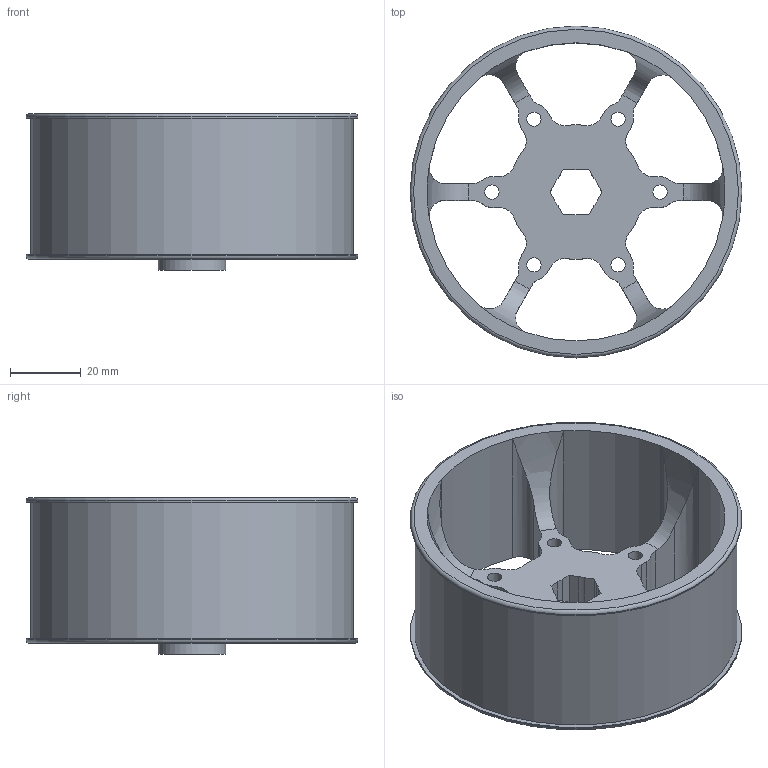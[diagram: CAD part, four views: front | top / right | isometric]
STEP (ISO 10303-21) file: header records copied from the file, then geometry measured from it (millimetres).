
FILE_DESCRIPTION (( 'STEP AP214' ), '1' );
FILE_NAME ('am-4175 4IN Extrusion Performance Wheel 1.5IN Wide 500 hex.STEP', '2019-10-11T13:56:05', ( '' ), ( '' ), 'SwSTEP 2.0', 'SolidWorks 2019', '' );
FILE_SCHEMA (( 'AUTOMOTIVE_DESIGN' ));
Length unit declared in the file: inch
Products named in the file (1): am-4175 4IN Extrusion Performance Wheel 1.5IN Wide 500 hex
Bounding box: 93.98 x 93.98 x 44.45 mm (x, y, z)
Volume: 73579.9 mm3; surface area: 36627.7 mm2
Topology: 1 solids, 1 shells, 126 faces, 371 edges, 245 vertices
Faces by surface type: cylinder 76, plane 42, bspline 6, torus 2
Full cylindrical faces by diameter (mm): 4.039 x6, 19.05 x1, 91.44 x1, 93.98 x2
Entity records: 4680 total; most frequent: CARTESIAN_POINT 1143, DIRECTION 724, ORIENTED_EDGE 704, EDGE_CURVE 352, AXIS2_PLACEMENT_3D 275, VERTEX_POINT 238, LINE 174, VECTOR 174
